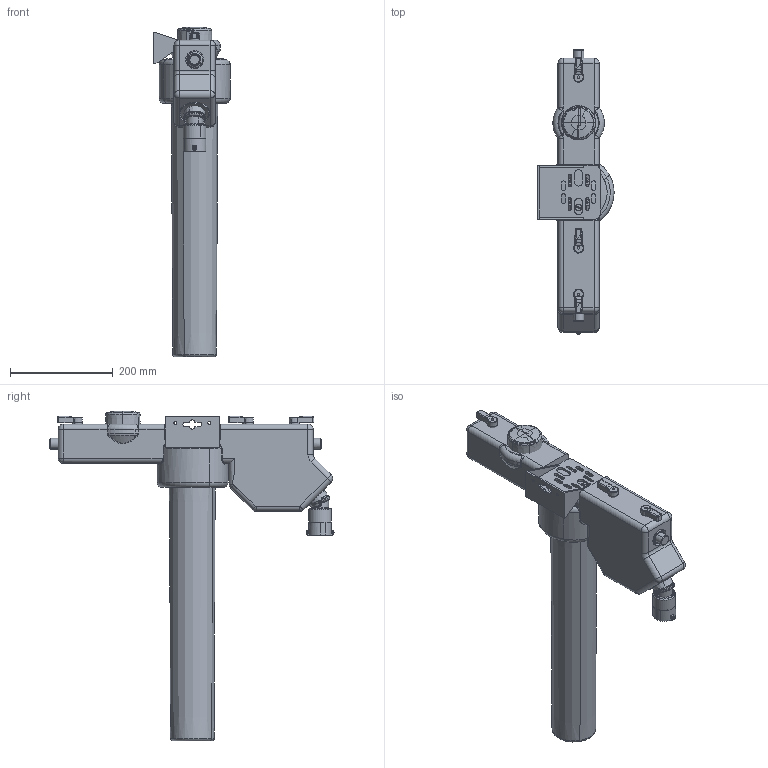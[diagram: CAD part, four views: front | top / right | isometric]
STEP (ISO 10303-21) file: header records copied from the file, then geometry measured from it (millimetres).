
FILE_DESCRIPTION(('CATIA V5 STEP Exchange'),'2;1');
FILE_NAME('STEP_580023_-_TST.stp','2018-03-16T15:29:25+00:00',('none'),('none'),'CATIA Version 5-6 Release 2016 SP4','CATIA V5 STEP AP203','none');
FILE_SCHEMA(('CONFIG_CONTROL_DESIGN'));
Length unit declared in the file: millimetre
Products named in the file (1): 580023 - TST
Bounding box: 147.99 x 551.84 x 640.07 mm (x, y, z)
Volume: 8585450.9 mm3; surface area: 669487.4 mm2
Topology: 4 solids, 28 shells, 6360 faces, 17036 edges, 10545 vertices
Faces by surface type: plane 2787, cylinder 1380, bspline 919, cone 556, torus 425, sphere 273, revolution 20
Entity records: 239081 total; most frequent: CARTESIAN_POINT 103768, ORIENTED_EDGE 33225, DIRECTION 19002, EDGE_CURVE 16772, VERTEX_POINT 10545, AXIS2_PLACEMENT_3D 8571, EDGE_LOOP 6581, ADVANCED_FACE 6360
